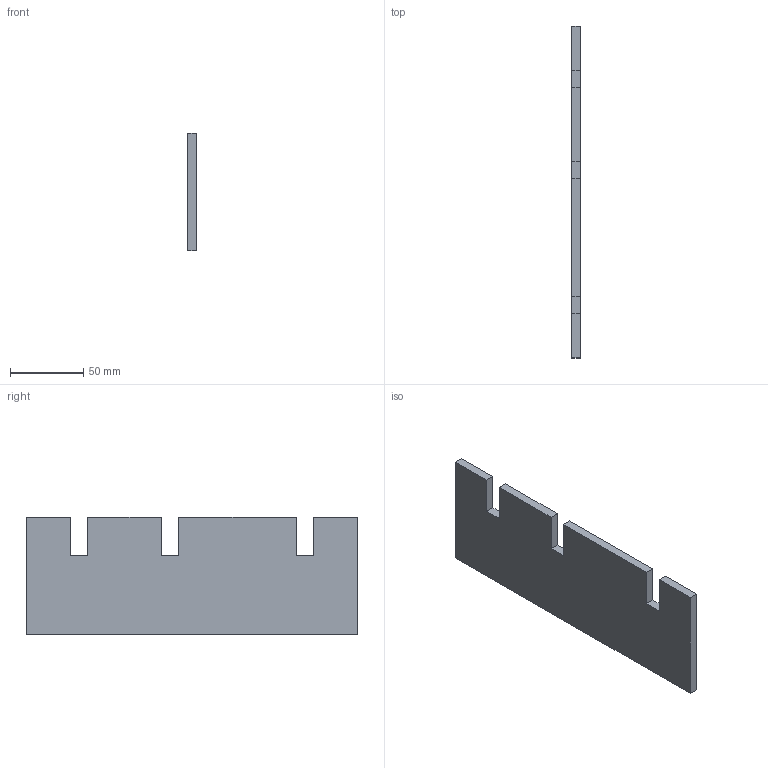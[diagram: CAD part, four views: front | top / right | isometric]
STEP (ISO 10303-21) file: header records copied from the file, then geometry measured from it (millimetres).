
FILE_DESCRIPTION(('CATIA V5 STEP Exchange'),'2;1');
FILE_NAME('diagonal long.stp','2021-03-12T06:50:25+00:00',('none'),('none'),'CATIA Version 5 Release 20 GA (IN-10)','CATIA V5 STEP AP203','none');
FILE_SCHEMA(('CONFIG_CONTROL_DESIGN'));
Length unit declared in the file: millimetre
Products named in the file (1): diagonal long
Bounding box: 6 x 226.12 x 80 mm (x, y, z)
Volume: 102902.9 mm3; surface area: 38910.4 mm2
Topology: 1 solids, 1 shells, 18 faces, 64 edges, 49 vertices
Faces by surface type: plane 18
Entity records: 701 total; most frequent: CARTESIAN_POINT 142, ORIENTED_EDGE 96, DIRECTION 90, VECTOR 64, LINE 64, EDGE_CURVE 48, VERTEX_POINT 32, ADVANCED_FACE 18
